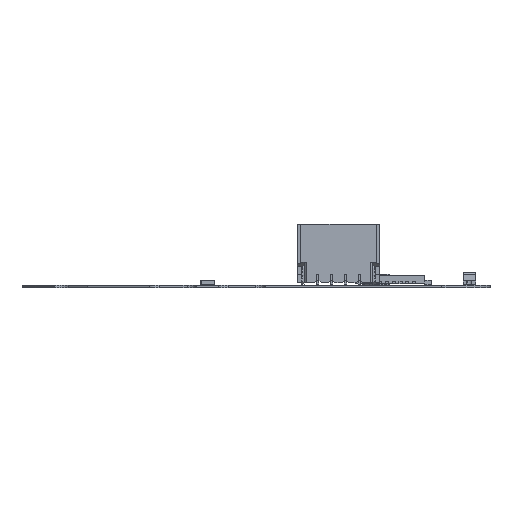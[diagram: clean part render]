
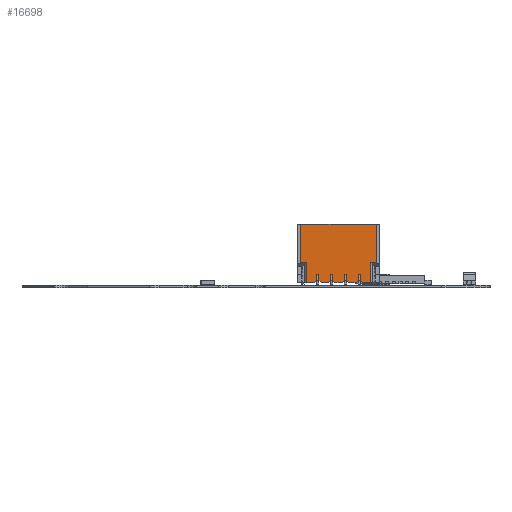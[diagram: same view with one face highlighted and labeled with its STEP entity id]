
A CAD part, left-side view. The second image highlights one B-rep face of the part: STEP entity #16698.
In plain terms, the highlighted face is planar.
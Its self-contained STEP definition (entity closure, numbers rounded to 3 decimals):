
#16698 = ADVANCED_FACE('',(#16699),#16957,.F.);
#16699 = FACE_BOUND('',#16700,.T.);
#16700 = EDGE_LOOP('',(#16701,#16711,#16719,#16727,#16735,#16743,#16751,
    #16759,#16767,#16775,#16783,#16791,#16799,#16807,#16815,#16823,
    #16831,#16839,#16847,#16855,#16863,#16871,#16879,#16887,#16895,
    #16903,#16911,#16919,#16927,#16935,#16943,#16951));
#16701 = ORIENTED_EDGE('',*,*,#16702,.F.);
#16702 = EDGE_CURVE('',#16703,#16705,#16707,.T.);
#16703 = VERTEX_POINT('',#16704);
#16704 = CARTESIAN_POINT('',(2.35,1.589,-1.45));
#16705 = VERTEX_POINT('',#16706);
#16706 = CARTESIAN_POINT('',(2.75,1.589,-1.45));
#16707 = LINE('',#16708,#16709);
#16708 = CARTESIAN_POINT('',(2.5,1.589,-1.45));
#16709 = VECTOR('',#16710,1.);
#16710 = DIRECTION('',(1.,-0.,-0.));
#16711 = ORIENTED_EDGE('',*,*,#16712,.T.);
#16712 = EDGE_CURVE('',#16703,#16713,#16715,.T.);
#16713 = VERTEX_POINT('',#16714);
#16714 = CARTESIAN_POINT('',(2.35,0.1,-1.45));
#16715 = LINE('',#16716,#16717);
#16716 = CARTESIAN_POINT('',(2.35,0.1,-1.45));
#16717 = VECTOR('',#16718,1.);
#16718 = DIRECTION('',(0.,-1.,0.));
#16719 = ORIENTED_EDGE('',*,*,#16720,.T.);
#16720 = EDGE_CURVE('',#16713,#16721,#16723,.T.);
#16721 = VERTEX_POINT('',#16722);
#16722 = CARTESIAN_POINT('',(1.725,0.1,-1.45));
#16723 = LINE('',#16724,#16725);
#16724 = CARTESIAN_POINT('',(3.,0.1,-1.45));
#16725 = VECTOR('',#16726,1.);
#16726 = DIRECTION('',(-1.,-0.,-0.));
#16727 = ORIENTED_EDGE('',*,*,#16728,.F.);
#16728 = EDGE_CURVE('',#16729,#16721,#16731,.T.);
#16729 = VERTEX_POINT('',#16730);
#16730 = CARTESIAN_POINT('',(1.575,0.25,-1.45));
#16731 = LINE('',#16732,#16733);
#16732 = CARTESIAN_POINT('',(2.363,-0.538,-1.45));
#16733 = VECTOR('',#16734,1.);
#16734 = DIRECTION('',(0.707,-0.707,0.));
#16735 = ORIENTED_EDGE('',*,*,#16736,.F.);
#16736 = EDGE_CURVE('',#16737,#16729,#16739,.T.);
#16737 = VERTEX_POINT('',#16738);
#16738 = CARTESIAN_POINT('',(1.575,0.7,-1.45));
#16739 = LINE('',#16740,#16741);
#16740 = CARTESIAN_POINT('',(1.575,0.1,-1.45));
#16741 = VECTOR('',#16742,1.);
#16742 = DIRECTION('',(0.,-1.,0.));
#16743 = ORIENTED_EDGE('',*,*,#16744,.F.);
#16744 = EDGE_CURVE('',#16745,#16737,#16747,.T.);
#16745 = VERTEX_POINT('',#16746);
#16746 = CARTESIAN_POINT('',(1.425,0.7,-1.45));
#16747 = LINE('',#16748,#16749);
#16748 = CARTESIAN_POINT('',(3.,0.7,-1.45));
#16749 = VECTOR('',#16750,1.);
#16750 = DIRECTION('',(1.,0.,-0.));
#16751 = ORIENTED_EDGE('',*,*,#16752,.T.);
#16752 = EDGE_CURVE('',#16745,#16753,#16755,.T.);
#16753 = VERTEX_POINT('',#16754);
#16754 = CARTESIAN_POINT('',(1.425,0.25,-1.45));
#16755 = LINE('',#16756,#16757);
#16756 = CARTESIAN_POINT('',(1.425,0.1,-1.45));
#16757 = VECTOR('',#16758,1.);
#16758 = DIRECTION('',(0.,-1.,0.));
#16759 = ORIENTED_EDGE('',*,*,#16760,.T.);
#16760 = EDGE_CURVE('',#16753,#16761,#16763,.T.);
#16761 = VERTEX_POINT('',#16762);
#16762 = CARTESIAN_POINT('',(1.275,0.1,-1.45));
#16763 = LINE('',#16764,#16765);
#16764 = CARTESIAN_POINT('',(2.138,0.963,-1.45));
#16765 = VECTOR('',#16766,1.);
#16766 = DIRECTION('',(-0.707,-0.707,0.));
#16767 = ORIENTED_EDGE('',*,*,#16768,.T.);
#16768 = EDGE_CURVE('',#16761,#16769,#16771,.T.);
#16769 = VERTEX_POINT('',#16770);
#16770 = CARTESIAN_POINT('',(0.725,0.1,-1.45));
#16771 = LINE('',#16772,#16773);
#16772 = CARTESIAN_POINT('',(3.,0.1,-1.45));
#16773 = VECTOR('',#16774,1.);
#16774 = DIRECTION('',(-1.,-0.,-0.));
#16775 = ORIENTED_EDGE('',*,*,#16776,.F.);
#16776 = EDGE_CURVE('',#16777,#16769,#16779,.T.);
#16777 = VERTEX_POINT('',#16778);
#16778 = CARTESIAN_POINT('',(0.575,0.25,-1.45));
#16779 = LINE('',#16780,#16781);
#16780 = CARTESIAN_POINT('',(1.863,-1.038,-1.45));
#16781 = VECTOR('',#16782,1.);
#16782 = DIRECTION('',(0.707,-0.707,0.));
#16783 = ORIENTED_EDGE('',*,*,#16784,.F.);
#16784 = EDGE_CURVE('',#16785,#16777,#16787,.T.);
#16785 = VERTEX_POINT('',#16786);
#16786 = CARTESIAN_POINT('',(0.575,0.7,-1.45));
#16787 = LINE('',#16788,#16789);
#16788 = CARTESIAN_POINT('',(0.575,0.1,-1.45));
#16789 = VECTOR('',#16790,1.);
#16790 = DIRECTION('',(0.,-1.,0.));
#16791 = ORIENTED_EDGE('',*,*,#16792,.F.);
#16792 = EDGE_CURVE('',#16793,#16785,#16795,.T.);
#16793 = VERTEX_POINT('',#16794);
#16794 = CARTESIAN_POINT('',(0.425,0.7,-1.45));
#16795 = LINE('',#16796,#16797);
#16796 = CARTESIAN_POINT('',(3.,0.7,-1.45));
#16797 = VECTOR('',#16798,1.);
#16798 = DIRECTION('',(1.,0.,-0.));
#16799 = ORIENTED_EDGE('',*,*,#16800,.T.);
#16800 = EDGE_CURVE('',#16793,#16801,#16803,.T.);
#16801 = VERTEX_POINT('',#16802);
#16802 = CARTESIAN_POINT('',(0.425,0.25,-1.45));
#16803 = LINE('',#16804,#16805);
#16804 = CARTESIAN_POINT('',(0.425,0.1,-1.45));
#16805 = VECTOR('',#16806,1.);
#16806 = DIRECTION('',(0.,-1.,0.));
#16807 = ORIENTED_EDGE('',*,*,#16808,.T.);
#16808 = EDGE_CURVE('',#16801,#16809,#16811,.T.);
#16809 = VERTEX_POINT('',#16810);
#16810 = CARTESIAN_POINT('',(0.275,0.1,-1.45));
#16811 = LINE('',#16812,#16813);
#16812 = CARTESIAN_POINT('',(1.638,1.463,-1.45));
#16813 = VECTOR('',#16814,1.);
#16814 = DIRECTION('',(-0.707,-0.707,0.));
#16815 = ORIENTED_EDGE('',*,*,#16816,.T.);
#16816 = EDGE_CURVE('',#16809,#16817,#16819,.T.);
#16817 = VERTEX_POINT('',#16818);
#16818 = CARTESIAN_POINT('',(-0.275,0.1,-1.45));
#16819 = LINE('',#16820,#16821);
#16820 = CARTESIAN_POINT('',(3.,0.1,-1.45));
#16821 = VECTOR('',#16822,1.);
#16822 = DIRECTION('',(-1.,-0.,-0.));
#16823 = ORIENTED_EDGE('',*,*,#16824,.F.);
#16824 = EDGE_CURVE('',#16825,#16817,#16827,.T.);
#16825 = VERTEX_POINT('',#16826);
#16826 = CARTESIAN_POINT('',(-0.425,0.25,-1.45));
#16827 = LINE('',#16828,#16829);
#16828 = CARTESIAN_POINT('',(1.363,-1.538,-1.45));
#16829 = VECTOR('',#16830,1.);
#16830 = DIRECTION('',(0.707,-0.707,0.));
#16831 = ORIENTED_EDGE('',*,*,#16832,.F.);
#16832 = EDGE_CURVE('',#16833,#16825,#16835,.T.);
#16833 = VERTEX_POINT('',#16834);
#16834 = CARTESIAN_POINT('',(-0.425,0.7,-1.45));
#16835 = LINE('',#16836,#16837);
#16836 = CARTESIAN_POINT('',(-0.425,0.1,-1.45));
#16837 = VECTOR('',#16838,1.);
#16838 = DIRECTION('',(0.,-1.,0.));
#16839 = ORIENTED_EDGE('',*,*,#16840,.F.);
#16840 = EDGE_CURVE('',#16841,#16833,#16843,.T.);
#16841 = VERTEX_POINT('',#16842);
#16842 = CARTESIAN_POINT('',(-0.575,0.7,-1.45));
#16843 = LINE('',#16844,#16845);
#16844 = CARTESIAN_POINT('',(3.,0.7,-1.45));
#16845 = VECTOR('',#16846,1.);
#16846 = DIRECTION('',(1.,0.,-0.));
#16847 = ORIENTED_EDGE('',*,*,#16848,.T.);
#16848 = EDGE_CURVE('',#16841,#16849,#16851,.T.);
#16849 = VERTEX_POINT('',#16850);
#16850 = CARTESIAN_POINT('',(-0.575,0.25,-1.45));
#16851 = LINE('',#16852,#16853);
#16852 = CARTESIAN_POINT('',(-0.575,0.1,-1.45));
#16853 = VECTOR('',#16854,1.);
#16854 = DIRECTION('',(0.,-1.,0.));
#16855 = ORIENTED_EDGE('',*,*,#16856,.T.);
#16856 = EDGE_CURVE('',#16849,#16857,#16859,.T.);
#16857 = VERTEX_POINT('',#16858);
#16858 = CARTESIAN_POINT('',(-0.725,0.1,-1.45));
#16859 = LINE('',#16860,#16861);
#16860 = CARTESIAN_POINT('',(1.138,1.963,-1.45));
#16861 = VECTOR('',#16862,1.);
#16862 = DIRECTION('',(-0.707,-0.707,0.));
#16863 = ORIENTED_EDGE('',*,*,#16864,.T.);
#16864 = EDGE_CURVE('',#16857,#16865,#16867,.T.);
#16865 = VERTEX_POINT('',#16866);
#16866 = CARTESIAN_POINT('',(-1.275,0.1,-1.45));
#16867 = LINE('',#16868,#16869);
#16868 = CARTESIAN_POINT('',(3.,0.1,-1.45));
#16869 = VECTOR('',#16870,1.);
#16870 = DIRECTION('',(-1.,-0.,-0.));
#16871 = ORIENTED_EDGE('',*,*,#16872,.F.);
#16872 = EDGE_CURVE('',#16873,#16865,#16875,.T.);
#16873 = VERTEX_POINT('',#16874);
#16874 = CARTESIAN_POINT('',(-1.425,0.25,-1.45));
#16875 = LINE('',#16876,#16877);
#16876 = CARTESIAN_POINT('',(0.863,-2.038,-1.45));
#16877 = VECTOR('',#16878,1.);
#16878 = DIRECTION('',(0.707,-0.707,0.));
#16879 = ORIENTED_EDGE('',*,*,#16880,.F.);
#16880 = EDGE_CURVE('',#16881,#16873,#16883,.T.);
#16881 = VERTEX_POINT('',#16882);
#16882 = CARTESIAN_POINT('',(-1.425,0.7,-1.45));
#16883 = LINE('',#16884,#16885);
#16884 = CARTESIAN_POINT('',(-1.425,0.1,-1.45));
#16885 = VECTOR('',#16886,1.);
#16886 = DIRECTION('',(0.,-1.,0.));
#16887 = ORIENTED_EDGE('',*,*,#16888,.F.);
#16888 = EDGE_CURVE('',#16889,#16881,#16891,.T.);
#16889 = VERTEX_POINT('',#16890);
#16890 = CARTESIAN_POINT('',(-1.575,0.7,-1.45));
#16891 = LINE('',#16892,#16893);
#16892 = CARTESIAN_POINT('',(3.,0.7,-1.45));
#16893 = VECTOR('',#16894,1.);
#16894 = DIRECTION('',(1.,0.,-0.));
#16895 = ORIENTED_EDGE('',*,*,#16896,.T.);
#16896 = EDGE_CURVE('',#16889,#16897,#16899,.T.);
#16897 = VERTEX_POINT('',#16898);
#16898 = CARTESIAN_POINT('',(-1.575,0.25,-1.45));
#16899 = LINE('',#16900,#16901);
#16900 = CARTESIAN_POINT('',(-1.575,0.1,-1.45));
#16901 = VECTOR('',#16902,1.);
#16902 = DIRECTION('',(0.,-1.,0.));
#16903 = ORIENTED_EDGE('',*,*,#16904,.T.);
#16904 = EDGE_CURVE('',#16897,#16905,#16907,.T.);
#16905 = VERTEX_POINT('',#16906);
#16906 = CARTESIAN_POINT('',(-1.725,0.1,-1.45));
#16907 = LINE('',#16908,#16909);
#16908 = CARTESIAN_POINT('',(0.638,2.463,-1.45));
#16909 = VECTOR('',#16910,1.);
#16910 = DIRECTION('',(-0.707,-0.707,0.));
#16911 = ORIENTED_EDGE('',*,*,#16912,.T.);
#16912 = EDGE_CURVE('',#16905,#16913,#16915,.T.);
#16913 = VERTEX_POINT('',#16914);
#16914 = CARTESIAN_POINT('',(-2.35,0.1,-1.45));
#16915 = LINE('',#16916,#16917);
#16916 = CARTESIAN_POINT('',(3.,0.1,-1.45));
#16917 = VECTOR('',#16918,1.);
#16918 = DIRECTION('',(-1.,-0.,-0.));
#16919 = ORIENTED_EDGE('',*,*,#16920,.T.);
#16920 = EDGE_CURVE('',#16913,#16921,#16923,.T.);
#16921 = VERTEX_POINT('',#16922);
#16922 = CARTESIAN_POINT('',(-2.35,1.589,-1.45));
#16923 = LINE('',#16924,#16925);
#16924 = CARTESIAN_POINT('',(-2.35,1.589,-1.45));
#16925 = VECTOR('',#16926,1.);
#16926 = DIRECTION('',(0.,1.,0.));
#16927 = ORIENTED_EDGE('',*,*,#16928,.T.);
#16928 = EDGE_CURVE('',#16921,#16929,#16931,.T.);
#16929 = VERTEX_POINT('',#16930);
#16930 = CARTESIAN_POINT('',(-2.75,1.589,-1.45));
#16931 = LINE('',#16932,#16933);
#16932 = CARTESIAN_POINT('',(-2.5,1.589,-1.45));
#16933 = VECTOR('',#16934,1.);
#16934 = DIRECTION('',(-1.,-0.,-0.));
#16935 = ORIENTED_EDGE('',*,*,#16936,.T.);
#16936 = EDGE_CURVE('',#16929,#16937,#16939,.T.);
#16937 = VERTEX_POINT('',#16938);
#16938 = CARTESIAN_POINT('',(-2.75,4.35,-1.45));
#16939 = LINE('',#16940,#16941);
#16940 = CARTESIAN_POINT('',(-2.75,0.,-1.45));
#16941 = VECTOR('',#16942,1.);
#16942 = DIRECTION('',(0.,1.,0.));
#16943 = ORIENTED_EDGE('',*,*,#16944,.F.);
#16944 = EDGE_CURVE('',#16945,#16937,#16947,.T.);
#16945 = VERTEX_POINT('',#16946);
#16946 = CARTESIAN_POINT('',(2.75,4.35,-1.45));
#16947 = LINE('',#16948,#16949);
#16948 = CARTESIAN_POINT('',(3.,4.35,-1.45));
#16949 = VECTOR('',#16950,1.);
#16950 = DIRECTION('',(-1.,-0.,-0.));
#16951 = ORIENTED_EDGE('',*,*,#16952,.F.);
#16952 = EDGE_CURVE('',#16705,#16945,#16953,.T.);
#16953 = LINE('',#16954,#16955);
#16954 = CARTESIAN_POINT('',(2.75,0.,-1.45));
#16955 = VECTOR('',#16956,1.);
#16956 = DIRECTION('',(0.,1.,0.));
#16957 = PLANE('',#16958);
#16958 = AXIS2_PLACEMENT_3D('',#16959,#16960,#16961);
#16959 = CARTESIAN_POINT('',(3.,0.1,-1.45));
#16960 = DIRECTION('',(0.,0.,1.));
#16961 = DIRECTION('',(1.,0.,-0.));
